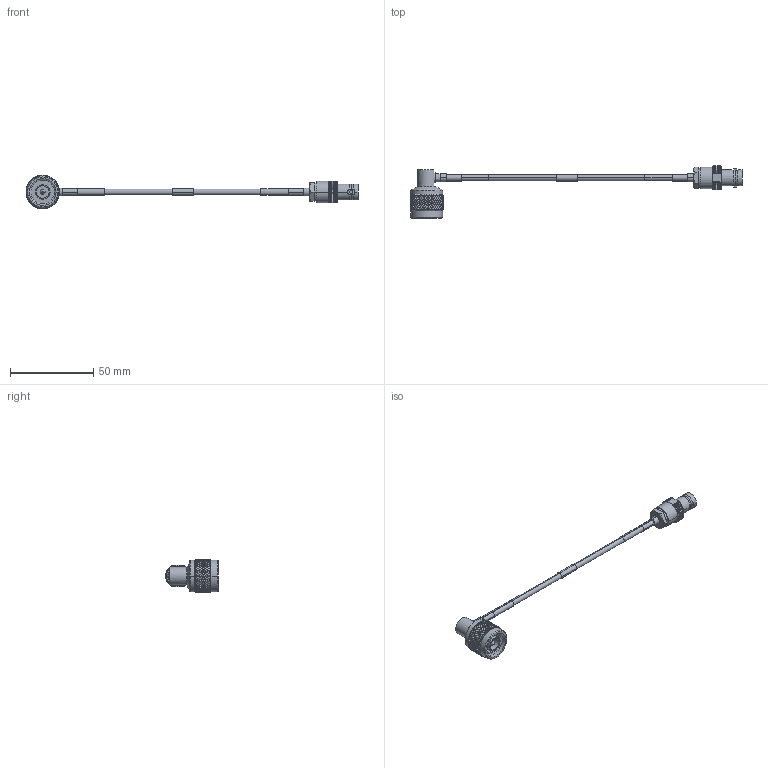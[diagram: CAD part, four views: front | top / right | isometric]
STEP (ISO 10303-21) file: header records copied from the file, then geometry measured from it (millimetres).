
FILE_DESCRIPTION (( 'STEP AP214' ), '1' );
FILE_NAME ('LCCA30505_3D.STEP', '2020-05-05T16:54:35', ( '' ), ( '' ), 'SwSTEP 2.0', 'SolidWorks 2018', '' );
FILE_SCHEMA (( 'AUTOMOTIVE_DESIGN' ));
Length unit declared in the file: inch
Products named in the file (6): LC141TBJ-PROD; 1AW01-003_.152 ID; LC141TBJ (141 Formable with HeatShrink); LCCN3040; LCCA30505_3D; LCCN3053
Assembly tree (7 placements, depth 3):
  LCCA30505_3D
    LC141TBJ-PROD
      LC141TBJ (141 Formable with HeatShrink)
      1AW01-003_.152 ID  x3
    LCCN3053
    LCCN3040
Bounding box: 199.43 x 31.47 x 20.07 mm (x, y, z)
Volume: 7906.7 mm3; surface area: 10458.8 mm2
Topology: 9 solids, 9 shells, 2706 faces, 5543 edges, 2872 vertices
Faces by surface type: bspline 1600, cylinder 531, cone 377, plane 192, torus 4, sphere 2
Entity records: 96049 total; most frequent: CARTESIAN_POINT 57152, ORIENTED_EDGE 11038, EDGE_CURVE 5519, DIRECTION 4015, VERTEX_POINT 2856, EDGE_LOOP 2717, ADVANCED_FACE 2694, FACE_OUTER_BOUND 2694
